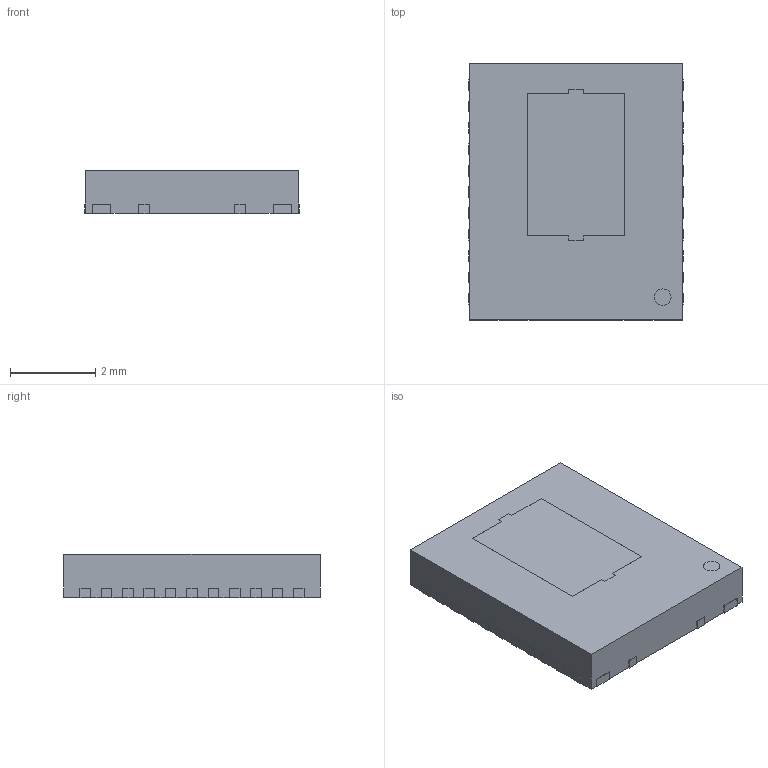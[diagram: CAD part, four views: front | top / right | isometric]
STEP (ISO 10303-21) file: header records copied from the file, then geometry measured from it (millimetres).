
FILE_DESCRIPTION (( 'STEP AP214' ), '1' );
FILE_NAME ('3D_PCB1_2023-12-17.STEP', '2023-12-17T07:30:54', ( '' ), ( '' ), 'SwSTEP 2.0', 'SolidWorks 2020', '' );
FILE_SCHEMA (( 'AUTOMOTIVE_DESIGN' ));
Length unit declared in the file: millimetre
Products named in the file (1): 3D_PCB1_2023-12-17
Bounding box: 5.02 x 6.02 x 1.01 mm (x, y, z)
Volume: 30.2 mm3; surface area: 82.9 mm2
Topology: 1 solids, 1 shells, 221 faces, 651 edges, 434 vertices
Faces by surface type: plane 201, cylinder 20
Entity records: 7587 total; most frequent: CARTESIAN_POINT 1307, ORIENTED_EDGE 1302, DIRECTION 1135, EDGE_CURVE 651, VECTOR 611, LINE 611, VERTEX_POINT 434, AXIS2_PLACEMENT_3D 262
